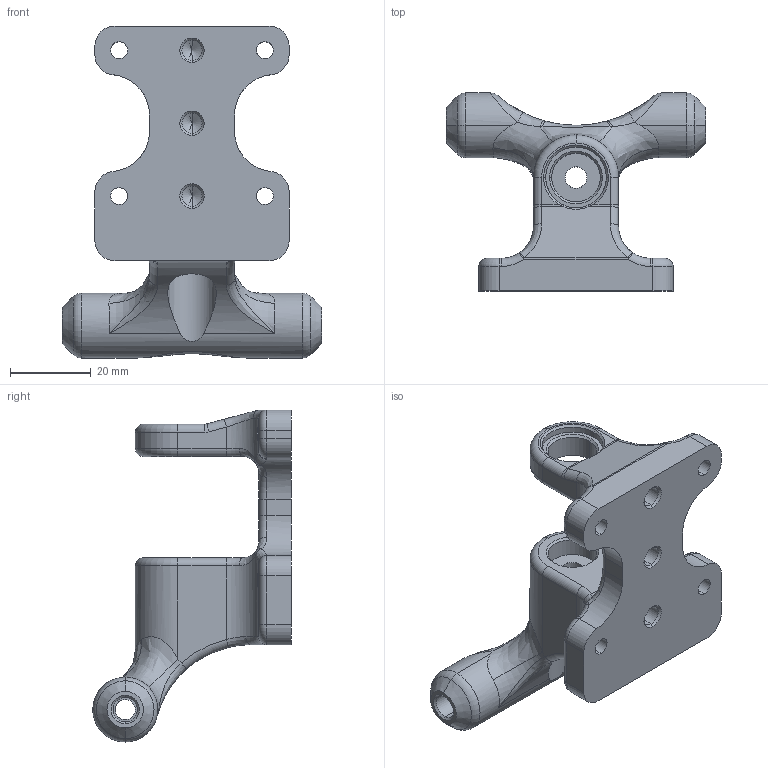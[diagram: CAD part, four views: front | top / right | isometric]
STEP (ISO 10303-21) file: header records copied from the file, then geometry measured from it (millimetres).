
FILE_DESCRIPTION (( 'STEP AP203' ), '1' );
FILE_NAME ('63LBBBL1A-LG-17.STEP', '2024-12-19T12:18:25', ( '' ), ( '' ), 'SwSTEP 2.0', 'SolidWorks 2024', '' );
FILE_SCHEMA (( 'CONFIG_CONTROL_DESIGN' ));
Length unit declared in the file: millimetre
Products named in the file (1): 63LBBBL1A-LG-17_配置A
Bounding box: 64 x 49 x 82 mm (x, y, z)
Volume: 43218.7 mm3; surface area: 15353.2 mm2
Topology: 1 solids, 1 shells, 210 faces, 512 edges, 295 vertices
Faces by surface type: cylinder 77, torus 39, bspline 30, cone 29, plane 29, sphere 6
Entity records: 8965 total; most frequent: CARTESIAN_POINT 4113, DIRECTION 1031, ORIENTED_EDGE 1004, EDGE_CURVE 502, AXIS2_PLACEMENT_3D 437, VERTEX_POINT 295, CIRCLE 256, EDGE_LOOP 227
